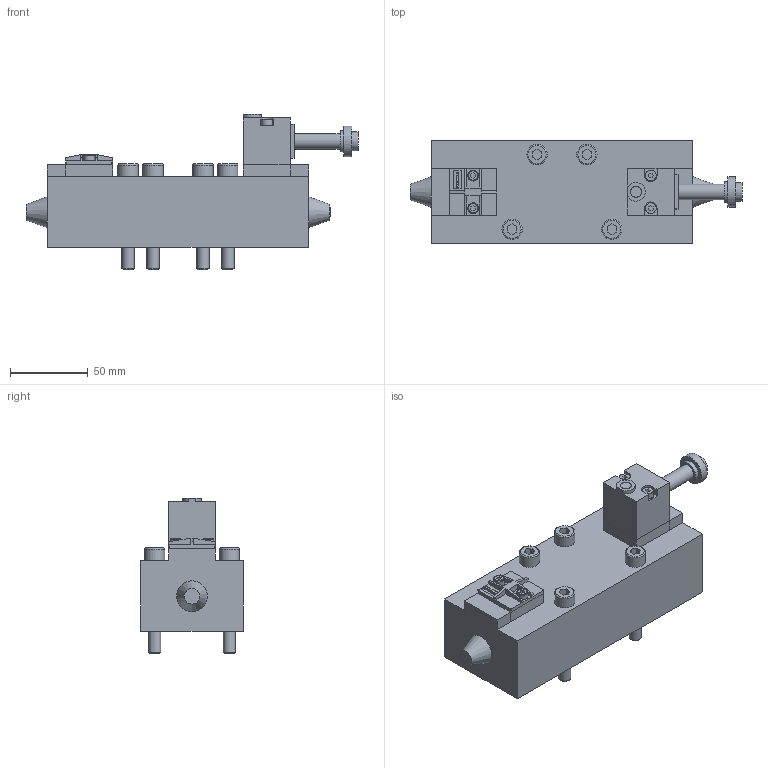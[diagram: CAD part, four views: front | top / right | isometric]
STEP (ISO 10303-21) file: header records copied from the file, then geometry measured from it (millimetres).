
FILE_DESCRIPTION(/* description */ (''),/* implementation_level */ '2;1');
FILE_NAME(/* name */ '1013_52_3_9_M##.stp',/* time_stamp */ '2016-10-03T14:48:46+02:00',/* author */ ('Maniean1'),/* organization */ (''),/* preprocessor_version */ 'ST-DEVELOPER v15.2',/* originating_system */ 'Autodesk Inventor 2014',/* authorisation */ '');
FILE_SCHEMA (('AUTOMOTIVE_DESIGN { 1 0 10303 214 3 1 1 }'));
Length unit declared in the file: centimetre
Products named in the file (3): 1013_52_3_9; M__; 1013_52_3_9_M##
Bounding box: 213 x 66 x 100 mm (x, y, z)
Volume: 570002.7 mm3; surface area: 60653.9 mm2
Topology: 2 solids, 19 shells, 539 faces, 1303 edges, 837 vertices
Faces by surface type: plane 303, cylinder 166, torus 47, cone 21, sphere 2
Full cylindrical faces by diameter (mm): 2.2 x3, 2.5 x2, 3 x8, 3.3 x4, 4 x4, 4.2 x2, 6 x3, 7 x5, 7.3 x1, 8 x4, 10 x1, 12 x1, 13 x4, 13.3 x1, 19.5 x1
Entity records: 16052 total; most frequent: CARTESIAN_POINT 2983, DIRECTION 2672, ORIENTED_EDGE 2412, EDGE_CURVE 1197, AXIS2_PLACEMENT_3D 958, VERTEX_POINT 811, LINE 756, VECTOR 756
